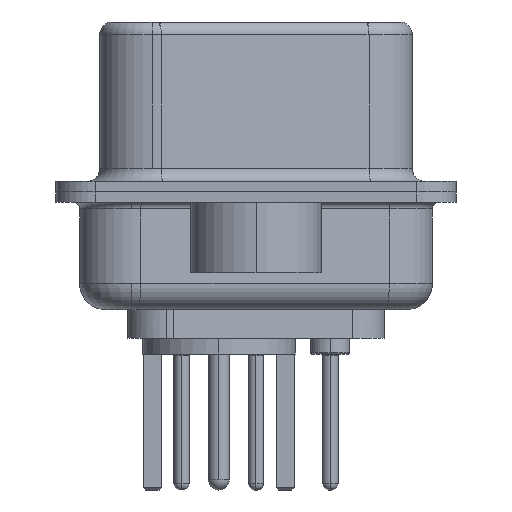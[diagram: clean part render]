
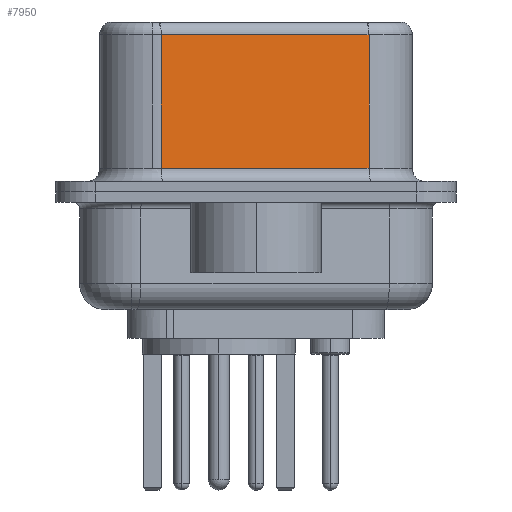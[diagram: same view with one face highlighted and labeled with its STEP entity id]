
A CAD part, left-side view. The second image highlights one B-rep face of the part: STEP entity #7950.
In plain terms, the highlighted planar face has unit normal (-0.985, -0.174, 0).
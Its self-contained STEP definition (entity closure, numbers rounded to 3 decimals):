
#834 = DIRECTION ( 'NONE',  ( -0.174, 0.985, 0. ) ) ;
#1271 = VERTEX_POINT ( 'NONE', #18140 ) ;
#1313 = CARTESIAN_POINT ( 'NONE',  ( 3.73, 3.628, 6.52 ) ) ;
#2524 = EDGE_CURVE ( 'NONE', #17945, #13412, #18082, .T. ) ;
#2983 = FACE_OUTER_BOUND ( 'NONE', #21660, .T. ) ;
#3912 = LINE ( 'NONE', #1313, #15250 ) ;
#5060 = LINE ( 'NONE', #6664, #28304 ) ;
#6073 = CARTESIAN_POINT ( 'NONE',  ( 5.132, -4.322, 6.02 ) ) ;
#6664 = CARTESIAN_POINT ( 'NONE',  ( 5.132, -4.322, 0.9 ) ) ;
#7950 = ADVANCED_FACE ( 'NONE', ( #2983 ), #12133, .F. ) ;
#9290 = VECTOR ( 'NONE', #23087, 1000. ) ;
#9378 = ORIENTED_EDGE ( 'NONE', *, *, #17245, .T. ) ;
#10004 = LINE ( 'NONE', #25049, #9290 ) ;
#12133 = PLANE ( 'NONE',  #26411 ) ;
#12659 = VERTEX_POINT ( 'NONE', #28807 ) ;
#13301 = CARTESIAN_POINT ( 'NONE',  ( 3.73, 3.628, 6.02 ) ) ;
#13412 = VERTEX_POINT ( 'NONE', #13301 ) ;
#14396 = DIRECTION ( 'NONE',  ( 0.985, 0.174, 0. ) ) ;
#15250 = VECTOR ( 'NONE', #17160, 1000. ) ;
#15752 = DIRECTION ( 'NONE',  ( 0.174, -0.985, 0. ) ) ;
#17160 = DIRECTION ( 'NONE',  ( 0., 0., -1. ) ) ;
#17171 = ORIENTED_EDGE ( 'NONE', *, *, #2524, .T. ) ;
#17245 = EDGE_CURVE ( 'NONE', #12659, #1271, #5060, .T. ) ;
#17383 = VECTOR ( 'NONE', #25916, 1000. ) ;
#17945 = VERTEX_POINT ( 'NONE', #18193 ) ;
#18082 = LINE ( 'NONE', #6073, #17383 ) ;
#18140 = CARTESIAN_POINT ( 'NONE',  ( 5.132, -4.322, 0.9 ) ) ;
#18193 = CARTESIAN_POINT ( 'NONE',  ( 5.132, -4.322, 6.02 ) ) ;
#18768 = EDGE_CURVE ( 'NONE', #13412, #12659, #3912, .T. ) ;
#21660 = EDGE_LOOP ( 'NONE', ( #22100, #17171, #23950, #9378 ) ) ;
#22100 = ORIENTED_EDGE ( 'NONE', *, *, #26933, .F. ) ;
#23087 = DIRECTION ( 'NONE',  ( 0., 0., -1. ) ) ;
#23950 = ORIENTED_EDGE ( 'NONE', *, *, #18768, .T. ) ;
#25049 = CARTESIAN_POINT ( 'NONE',  ( 5.132, -4.322, 6.52 ) ) ;
#25916 = DIRECTION ( 'NONE',  ( -0.174, 0.985, 0. ) ) ;
#26411 = AXIS2_PLACEMENT_3D ( 'NONE', #27826, #14396, #834 ) ;
#26933 = EDGE_CURVE ( 'NONE', #17945, #1271, #10004, .T. ) ;
#27826 = CARTESIAN_POINT ( 'NONE',  ( 5.132, -4.322, 6.52 ) ) ;
#28304 = VECTOR ( 'NONE', #15752, 1000. ) ;
#28807 = CARTESIAN_POINT ( 'NONE',  ( 3.73, 3.628, 0.9 ) ) ;
